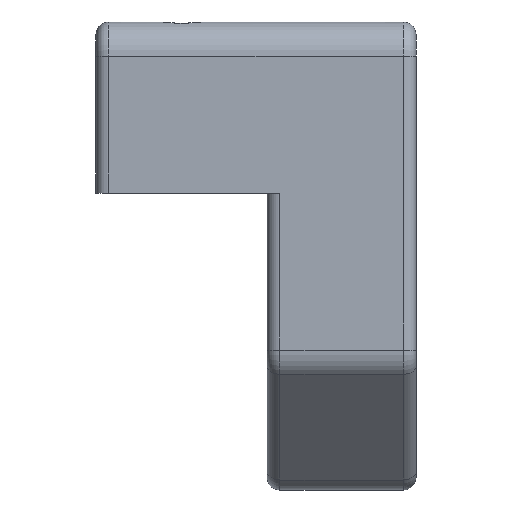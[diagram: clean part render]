
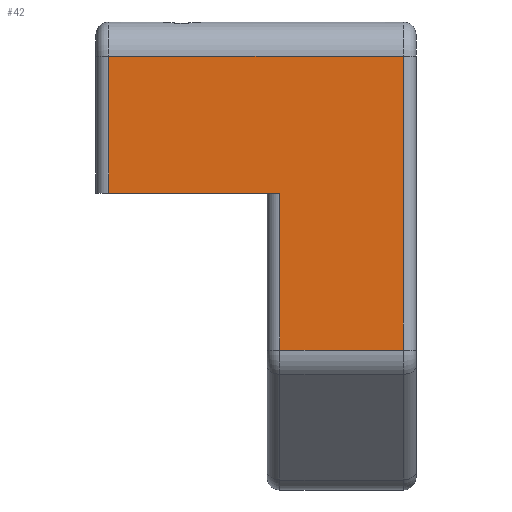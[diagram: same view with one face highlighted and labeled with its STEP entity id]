
A CAD part, left-side view. The second image highlights one B-rep face of the part: STEP entity #42.
In plain terms, the highlighted planar face has unit normal (-1, 0, 0).
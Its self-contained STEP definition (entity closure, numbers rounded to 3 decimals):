
#41 = EDGE_LOOP ( 'NONE', ( #2016, #1968, #3348, #3261, #2446, #153 ) ) ;
#42 = ADVANCED_FACE ( 'NONE', ( #2517 ), #268, .F. ) ;
#153 = ORIENTED_EDGE ( 'NONE', *, *, #1094, .T. ) ;
#193 = LINE ( 'NONE', #3401, #2540 ) ;
#268 = PLANE ( 'NONE',  #2588 ) ;
#285 = DIRECTION ( 'NONE',  ( 0., 0., -1. ) ) ;
#291 = LINE ( 'NONE', #1388, #1177 ) ;
#305 = CARTESIAN_POINT ( 'NONE',  ( -10., 65.4, 6. ) ) ;
#474 = EDGE_CURVE ( 'NONE', #2275, #754, #1932, .T. ) ;
#485 = VECTOR ( 'NONE', #2894, 1000. ) ;
#561 = CARTESIAN_POINT ( 'NONE',  ( -10., 65.4, -10. ) ) ;
#643 = CARTESIAN_POINT ( 'NONE',  ( -10., 46.9, 6. ) ) ;
#653 = DIRECTION ( 'NONE',  ( 0., 0., 1. ) ) ;
#754 = VERTEX_POINT ( 'NONE', #561 ) ;
#829 = CARTESIAN_POINT ( 'NONE',  ( -10., 31., -28.343 ) ) ;
#971 = LINE ( 'NONE', #643, #485 ) ;
#1094 = EDGE_CURVE ( 'NONE', #2842, #1555, #3533, .T. ) ;
#1109 = CARTESIAN_POINT ( 'NONE',  ( -10., 45.4, -10. ) ) ;
#1130 = VECTOR ( 'NONE', #3012, 1000. ) ;
#1133 = CARTESIAN_POINT ( 'NONE',  ( -10., 66.9, -10. ) ) ;
#1177 = VECTOR ( 'NONE', #1638, 1000. ) ;
#1244 = CARTESIAN_POINT ( 'NONE',  ( -10., 31., 6. ) ) ;
#1380 = DIRECTION ( 'NONE',  ( 0., 0., -1. ) ) ;
#1388 = CARTESIAN_POINT ( 'NONE',  ( -10., 46.9, -28.343 ) ) ;
#1490 = EDGE_CURVE ( 'NONE', #1555, #3512, #291, .T. ) ;
#1555 = VERTEX_POINT ( 'NONE', #2809 ) ;
#1615 = EDGE_CURVE ( 'NONE', #2346, #2275, #971, .T. ) ;
#1638 = DIRECTION ( 'NONE',  ( 0., -1., 0. ) ) ;
#1665 = LINE ( 'NONE', #1133, #2914 ) ;
#1932 = LINE ( 'NONE', #2230, #1130 ) ;
#1968 = ORIENTED_EDGE ( 'NONE', *, *, #2314, .T. ) ;
#2016 = ORIENTED_EDGE ( 'NONE', *, *, #1490, .T. ) ;
#2225 = VECTOR ( 'NONE', #285, 1000. ) ;
#2230 = CARTESIAN_POINT ( 'NONE',  ( -10., 65.4, -10. ) ) ;
#2275 = VERTEX_POINT ( 'NONE', #305 ) ;
#2314 = EDGE_CURVE ( 'NONE', #3512, #2346, #193, .T. ) ;
#2346 = VERTEX_POINT ( 'NONE', #1244 ) ;
#2446 = ORIENTED_EDGE ( 'NONE', *, *, #3198, .T. ) ;
#2480 = CARTESIAN_POINT ( 'NONE',  ( -10., 45.4, -28.343 ) ) ;
#2517 = FACE_OUTER_BOUND ( 'NONE', #41, .T. ) ;
#2540 = VECTOR ( 'NONE', #653, 1000. ) ;
#2588 = AXIS2_PLACEMENT_3D ( 'NONE', #3246, #2986, #1380 ) ;
#2787 = DIRECTION ( 'NONE',  ( 0., -1., 0. ) ) ;
#2809 = CARTESIAN_POINT ( 'NONE',  ( -10., 45.4, -28.343 ) ) ;
#2842 = VERTEX_POINT ( 'NONE', #1109 ) ;
#2894 = DIRECTION ( 'NONE',  ( 0., 1., 0. ) ) ;
#2914 = VECTOR ( 'NONE', #2787, 1000. ) ;
#2986 = DIRECTION ( 'NONE',  ( 1., 0., 0. ) ) ;
#3012 = DIRECTION ( 'NONE',  ( 0., 0., -1. ) ) ;
#3198 = EDGE_CURVE ( 'NONE', #754, #2842, #1665, .T. ) ;
#3246 = CARTESIAN_POINT ( 'NONE',  ( -10., 46.9, -30. ) ) ;
#3261 = ORIENTED_EDGE ( 'NONE', *, *, #474, .T. ) ;
#3348 = ORIENTED_EDGE ( 'NONE', *, *, #1615, .T. ) ;
#3401 = CARTESIAN_POINT ( 'NONE',  ( -10., 31., 6. ) ) ;
#3512 = VERTEX_POINT ( 'NONE', #829 ) ;
#3533 = LINE ( 'NONE', #2480, #2225 ) ;
